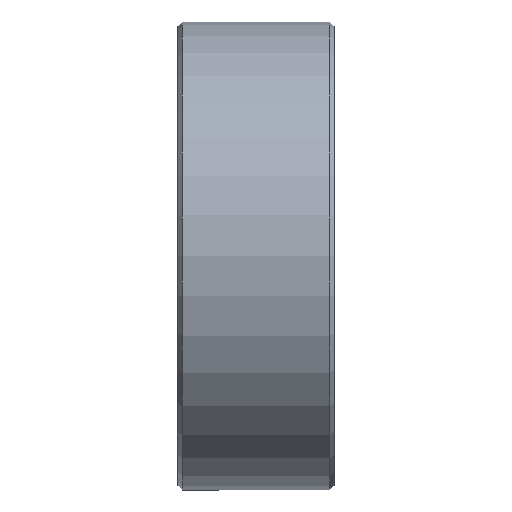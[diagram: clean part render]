
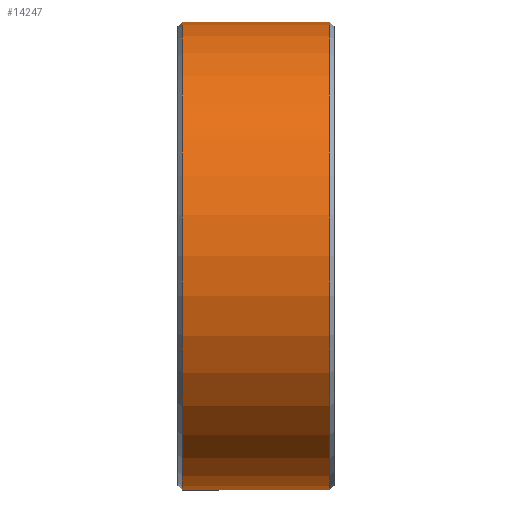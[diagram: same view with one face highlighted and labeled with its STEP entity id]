
A CAD part, top view. The second image highlights one B-rep face of the part: STEP entity #14247.
In plain terms, the highlighted cylindrical face has radius 4.5 mm (diameter 9 mm), a partial arc.
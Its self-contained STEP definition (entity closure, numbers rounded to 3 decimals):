
#49 = DIRECTION ( 'NONE',  ( 0., -1., 0. ) ) ;
#376 = CIRCLE ( 'NONE', #16714, 4.5 ) ;
#864 = ORIENTED_EDGE ( 'NONE', *, *, #1813, .T. ) ;
#1813 = EDGE_CURVE ( 'NONE', #12760, #6924, #376, .T. ) ;
#1924 = VECTOR ( 'NONE', #12575, 1000. ) ;
#2610 = VERTEX_POINT ( 'NONE', #10206 ) ;
#4661 = CARTESIAN_POINT ( 'NONE',  ( -6.429, 4.5, 0. ) ) ;
#4935 = AXIS2_PLACEMENT_3D ( 'NONE', #15086, #17975, #49 ) ;
#6079 = EDGE_LOOP ( 'NONE', ( #864, #12260, #17145, #9092 ) ) ;
#6190 = CYLINDRICAL_SURFACE ( 'NONE', #4935, 4.5 ) ;
#6424 = DIRECTION ( 'NONE',  ( 0., -1., 0. ) ) ;
#6481 = DIRECTION ( 'NONE',  ( -1., 0., 0. ) ) ;
#6924 = VERTEX_POINT ( 'NONE', #9997 ) ;
#7423 = LINE ( 'NONE', #4661, #1924 ) ;
#8113 = CARTESIAN_POINT ( 'NONE',  ( -6.429, -4.5, 0. ) ) ;
#8150 = DIRECTION ( 'NONE',  ( 1., 0., 0. ) ) ;
#8563 = DIRECTION ( 'NONE',  ( 0., 1., 0. ) ) ;
#8645 = VECTOR ( 'NONE', #6481, 1000. ) ;
#9092 = ORIENTED_EDGE ( 'NONE', *, *, #10837, .F. ) ;
#9997 = CARTESIAN_POINT ( 'NONE',  ( 1.42, 4.5, 0. ) ) ;
#10206 = CARTESIAN_POINT ( 'NONE',  ( -1.42, -4.5, 0. ) ) ;
#10837 = EDGE_CURVE ( 'NONE', #12760, #2610, #13952, .T. ) ;
#11000 = EDGE_CURVE ( 'NONE', #6924, #16713, #7423, .T. ) ;
#11486 = CARTESIAN_POINT ( 'NONE',  ( -1.42, 4.5, 0. ) ) ;
#12260 = ORIENTED_EDGE ( 'NONE', *, *, #11000, .T. ) ;
#12575 = DIRECTION ( 'NONE',  ( -1., 0., 0. ) ) ;
#12644 = EDGE_CURVE ( 'NONE', #16713, #2610, #15051, .T. ) ;
#12760 = VERTEX_POINT ( 'NONE', #18974 ) ;
#12772 = CARTESIAN_POINT ( 'NONE',  ( 1.42, 0., 0. ) ) ;
#12856 = DIRECTION ( 'NONE',  ( -1., 0., 0. ) ) ;
#13952 = LINE ( 'NONE', #8113, #8645 ) ;
#14247 = ADVANCED_FACE ( 'NONE', ( #17600 ), #6190, .T. ) ;
#14732 = AXIS2_PLACEMENT_3D ( 'NONE', #15245, #8150, #6424 ) ;
#15051 = CIRCLE ( 'NONE', #14732, 4.5 ) ;
#15086 = CARTESIAN_POINT ( 'NONE',  ( -6.429, 0., 0. ) ) ;
#15245 = CARTESIAN_POINT ( 'NONE',  ( -1.42, 0., 0. ) ) ;
#16713 = VERTEX_POINT ( 'NONE', #11486 ) ;
#16714 = AXIS2_PLACEMENT_3D ( 'NONE', #12772, #12856, #8563 ) ;
#17145 = ORIENTED_EDGE ( 'NONE', *, *, #12644, .T. ) ;
#17600 = FACE_OUTER_BOUND ( 'NONE', #6079, .T. ) ;
#17975 = DIRECTION ( 'NONE',  ( -1., 0., 0. ) ) ;
#18974 = CARTESIAN_POINT ( 'NONE',  ( 1.42, -4.5, 0. ) ) ;
